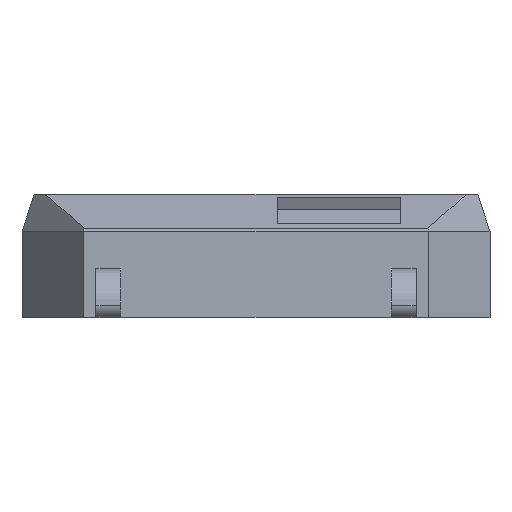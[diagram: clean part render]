
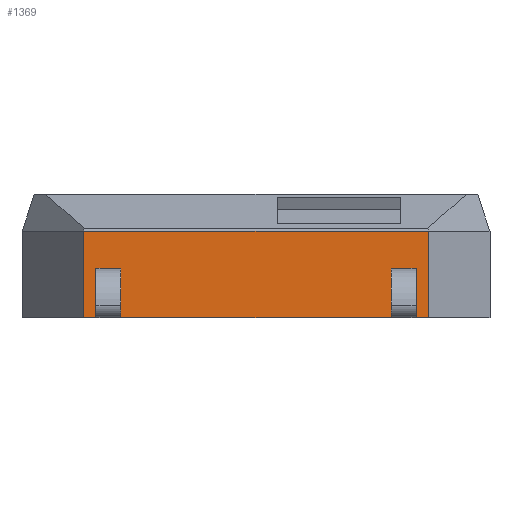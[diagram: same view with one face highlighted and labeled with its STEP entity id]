
A CAD part, front view. The second image highlights one B-rep face of the part: STEP entity #1369.
In plain terms, the highlighted planar face has unit normal (0, -1, 0).
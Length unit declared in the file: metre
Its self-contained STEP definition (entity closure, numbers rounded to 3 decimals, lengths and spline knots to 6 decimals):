
#13=PLANE('',#1462);
#128=ORIENTED_EDGE('',*,*,#528,.F.);
#129=ORIENTED_EDGE('',*,*,#529,.T.);
#130=ORIENTED_EDGE('',*,*,#530,.T.);
#131=ORIENTED_EDGE('',*,*,#531,.F.);
#132=ORIENTED_EDGE('',*,*,#532,.F.);
#133=ORIENTED_EDGE('',*,*,#533,.T.);
#134=ORIENTED_EDGE('',*,*,#534,.T.);
#135=ORIENTED_EDGE('',*,*,#535,.F.);
#136=ORIENTED_EDGE('',*,*,#536,.F.);
#137=ORIENTED_EDGE('',*,*,#537,.F.);
#138=ORIENTED_EDGE('',*,*,#538,.T.);
#139=ORIENTED_EDGE('',*,*,#539,.T.);
#528=EDGE_CURVE('',#728,#729,#858,.T.);
#529=EDGE_CURVE('',#728,#730,#859,.T.);
#530=EDGE_CURVE('',#730,#731,#860,.T.);
#531=EDGE_CURVE('',#732,#731,#861,.T.);
#532=EDGE_CURVE('',#733,#732,#862,.T.);
#533=EDGE_CURVE('',#733,#734,#863,.T.);
#534=EDGE_CURVE('',#734,#735,#864,.T.);
#535=EDGE_CURVE('',#736,#735,#865,.T.);
#536=EDGE_CURVE('',#737,#736,#866,.T.);
#537=EDGE_CURVE('',#738,#737,#867,.T.);
#538=EDGE_CURVE('',#738,#739,#868,.T.);
#539=EDGE_CURVE('',#739,#729,#869,.T.);
#728=VERTEX_POINT('',#2019);
#729=VERTEX_POINT('',#2020);
#730=VERTEX_POINT('',#2022);
#731=VERTEX_POINT('',#2024);
#732=VERTEX_POINT('',#2026);
#733=VERTEX_POINT('',#2028);
#734=VERTEX_POINT('',#2030);
#735=VERTEX_POINT('',#2032);
#736=VERTEX_POINT('',#2034);
#737=VERTEX_POINT('',#2036);
#738=VERTEX_POINT('',#2038);
#739=VERTEX_POINT('',#2040);
#858=LINE('',#2018,#1010);
#859=LINE('',#2021,#1011);
#860=LINE('',#2023,#1012);
#861=LINE('',#2025,#1013);
#862=LINE('',#2027,#1014);
#863=LINE('',#2029,#1015);
#864=LINE('',#2031,#1016);
#865=LINE('',#2033,#1017);
#866=LINE('',#2035,#1018);
#867=LINE('',#2037,#1019);
#868=LINE('',#2039,#1020);
#869=LINE('',#2041,#1021);
#1010=VECTOR('',#1609,1.);
#1011=VECTOR('',#1610,1.);
#1012=VECTOR('',#1611,1.);
#1013=VECTOR('',#1612,1.);
#1014=VECTOR('',#1613,1.);
#1015=VECTOR('',#1614,1.);
#1016=VECTOR('',#1615,1.);
#1017=VECTOR('',#1616,1.);
#1018=VECTOR('',#1617,1.);
#1019=VECTOR('',#1618,1.);
#1020=VECTOR('',#1619,1.);
#1021=VECTOR('',#1620,1.);
#1154=EDGE_LOOP('',(#128,#129,#130,#131,#132,#133,#134,#135,#136,#137,#138,
#139));
#1250=FACE_BOUND('',#1154,.T.);
#1369=ADVANCED_FACE('',(#1250),#13,.T.);
#1462=AXIS2_PLACEMENT_3D('',#2017,#1607,#1608);
#1607=DIRECTION('',(0.,-1.,0.));
#1608=DIRECTION('',(0.,0.,-1.));
#1609=DIRECTION('',(-1.,0.,0.));
#1610=DIRECTION('',(0.,0.,1.));
#1611=DIRECTION('',(1.,0.,0.));
#1612=DIRECTION('',(0.,0.,1.));
#1613=DIRECTION('',(-1.,0.,0.));
#1614=DIRECTION('',(0.,0.,1.));
#1615=DIRECTION('',(1.,0.,0.));
#1616=DIRECTION('',(0.,0.,1.));
#1617=DIRECTION('',(-1.,0.,0.));
#1618=DIRECTION('',(0.,0.,-1.));
#1619=DIRECTION('',(-1.,0.,0.));
#1620=DIRECTION('',(0.,0.,-1.));
#2017=CARTESIAN_POINT('',(0.,-0.044,0.01));
#2018=CARTESIAN_POINT('',(0.,-0.044,0.));
#2019=CARTESIAN_POINT('',(-0.013,-0.044,0.));
#2020=CARTESIAN_POINT('',(-0.014,-0.044,0.));
#2021=CARTESIAN_POINT('',(-0.013,-0.044,0.002));
#2022=CARTESIAN_POINT('',(-0.013,-0.044,0.004));
#2023=CARTESIAN_POINT('',(-0.012,-0.044,0.004));
#2024=CARTESIAN_POINT('',(-0.011,-0.044,0.004));
#2025=CARTESIAN_POINT('',(-0.011,-0.044,0.002));
#2026=CARTESIAN_POINT('',(-0.011,-0.044,0.));
#2027=CARTESIAN_POINT('',(0.,-0.044,0.));
#2028=CARTESIAN_POINT('',(0.011,-0.044,0.));
#2029=CARTESIAN_POINT('',(0.011,-0.044,0.002));
#2030=CARTESIAN_POINT('',(0.011,-0.044,0.004));
#2031=CARTESIAN_POINT('',(0.012,-0.044,0.004));
#2032=CARTESIAN_POINT('',(0.013,-0.044,0.004));
#2033=CARTESIAN_POINT('',(0.013,-0.044,0.002));
#2034=CARTESIAN_POINT('',(0.013,-0.044,0.));
#2035=CARTESIAN_POINT('',(0.,-0.044,0.));
#2036=CARTESIAN_POINT('',(0.014,-0.044,0.));
#2037=CARTESIAN_POINT('',(0.014,-0.044,0.01));
#2038=CARTESIAN_POINT('',(0.014,-0.044,0.007));
#2039=CARTESIAN_POINT('',(0.,-0.044,0.007));
#2040=CARTESIAN_POINT('',(-0.014,-0.044,0.007));
#2041=CARTESIAN_POINT('',(-0.014,-0.044,0.01));
